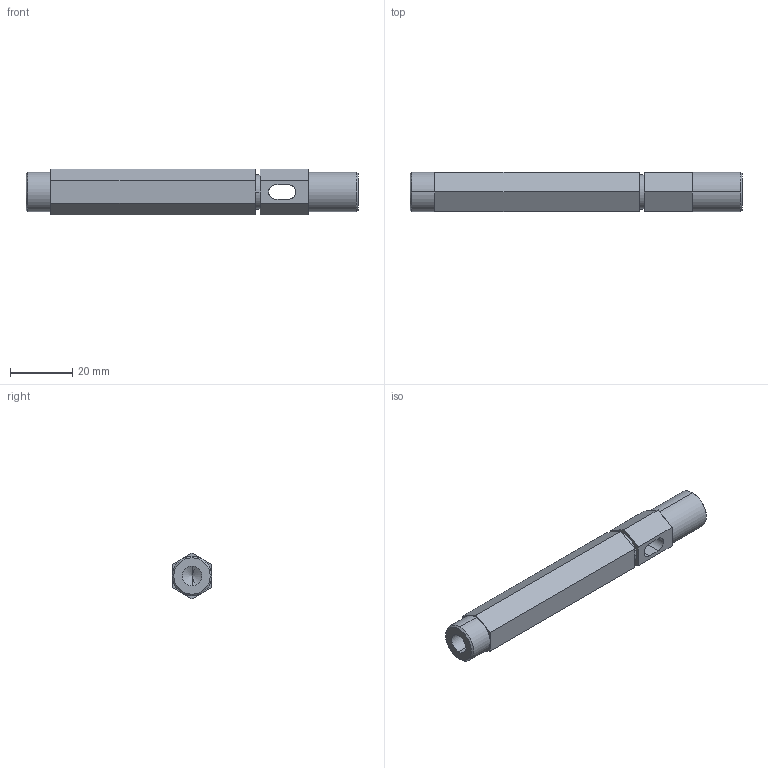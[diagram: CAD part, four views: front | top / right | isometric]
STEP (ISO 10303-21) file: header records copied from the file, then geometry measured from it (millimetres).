
FILE_DESCRIPTION (( 'STEP AP214' ), '1' );
FILE_NAME ('am-3347 Shift Shaft for Afterburner.STEP', '2016-01-04T21:38:02', ( '' ), ( '' ), 'SwSTEP 2.0', 'SolidWorks 2014', '' );
FILE_SCHEMA (( 'AUTOMOTIVE_DESIGN' ));
Length unit declared in the file: inch
Products named in the file (1): am-3347 Shift Shaft for Afterburner
Bounding box: 106.51 x 12.7 x 14.66 mm (x, y, z)
Volume: 13007.7 mm3; surface area: 5760.1 mm2
Topology: 1 solids, 1 shells, 46 faces, 110 edges, 68 vertices
Faces by surface type: plane 22, cylinder 14, cone 10
Entity records: 1452 total; most frequent: CARTESIAN_POINT 337, DIRECTION 226, ORIENTED_EDGE 212, EDGE_CURVE 106, AXIS2_PLACEMENT_3D 77, VECTOR 72, LINE 72, VERTEX_POINT 68
